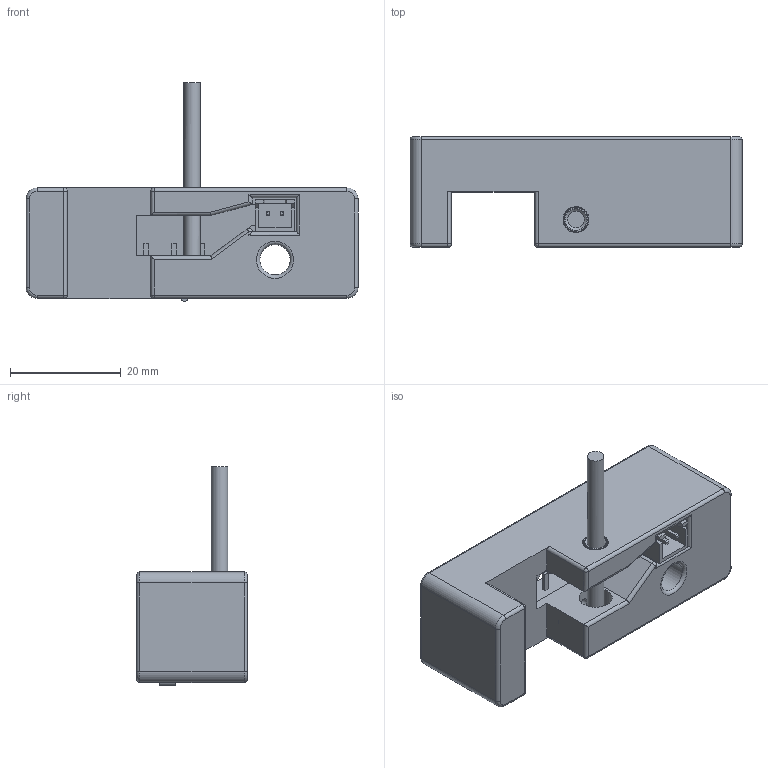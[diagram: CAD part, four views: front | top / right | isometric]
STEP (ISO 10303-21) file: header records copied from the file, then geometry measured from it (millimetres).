
FILE_DESCRIPTION(/* description */ (''),/* implementation_level */ '2;1');
FILE_NAME(/* name */ 'B-Endstop_Block_MGN15_B-B.stp',/* time_stamp */ '2021-02-10T14:59:39-08:00',/* author */ (''),/* organization */ (''),/* preprocessor_version */ 'ST-DEVELOPER v18.1',/* originating_system */ 'Autodesk Translation Framework v9.7.0.1280',/* authorisation */ '');
FILE_SCHEMA (('AUTOMOTIVE_DESIGN { 1 0 10303 214 3 1 1 }'));
Length unit declared in the file: millimetre
Products named in the file (6): Endstop Block MGN12 v14(Mirror); D2F-5 v2(Mirror); Component1(Mirror); JST - XH - Thru (V) - 2Pin - 2.54mm v1 v1(Mirror); M3HeatsertShort x4.0mm hole94459A130 v2(Mirror); M3x35 SHCS v2(Mirror)
Assembly tree (5 placements, depth 3):
  Endstop Block MGN12 v14(Mirror)
    D2F-5 v2(Mirror)
      Component1(Mirror)
    JST - XH - Thru (V) - 2Pin - 2.54mm v1 v1(Mirror)
    M3HeatsertShort x4.0mm hole94459A130 v2(Mirror)
    M3x35 SHCS v2(Mirror)
Bounding box: 60 x 20 x 39.5 mm (x, y, z)
Volume: 17022.5 mm3; surface area: 8767.2 mm2
Topology: 9 solids, 30 shells, 611 faces, 1550 edges, 1007 vertices
Faces by surface type: plane 282, cylinder 111, cone 109, bspline 92, torus 12, sphere 5
Full cylindrical faces by diameter (mm): 1.8 x2, 2 x2, 3 x7, 3.422 x2, 3.9 x1, 4 x1, 4.2 x2, 5.5 x2, 6 x1, 10 x1
Entity records: 29375 total; most frequent: CARTESIAN_POINT 15127, ORIENTED_EDGE 3102, DIRECTION 2638, EDGE_CURVE 1551, VERTEX_POINT 1007, AXIS2_PLACEMENT_3D 960, LINE 718, VECTOR 718
